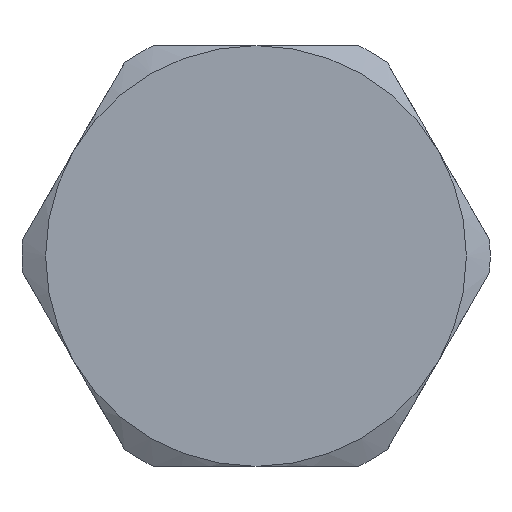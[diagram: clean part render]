
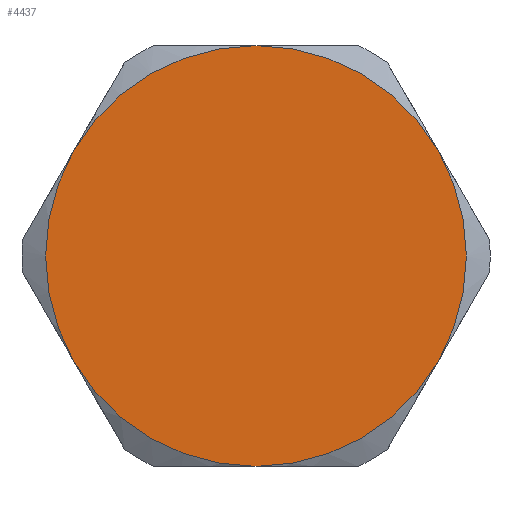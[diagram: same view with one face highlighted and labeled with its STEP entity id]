
A CAD part, left-side view. The second image highlights one B-rep face of the part: STEP entity #4437.
In plain terms, the highlighted planar face has unit normal (-1, 0, 0).
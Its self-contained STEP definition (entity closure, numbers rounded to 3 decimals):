
#323 = DIRECTION ( 'NONE',  ( 0., 0., 1. ) ) ;
#324 = DIRECTION ( 'NONE',  ( -1., 0., 0. ) ) ;
#325 = CARTESIAN_POINT ( 'NONE',  ( 0., 0., 0. ) ) ;
#411 = DIRECTION ( 'NONE',  ( 0., 0., 1. ) ) ;
#412 = DIRECTION ( 'NONE',  ( -1., 0., 0. ) ) ;
#413 = CARTESIAN_POINT ( 'NONE',  ( 0., 0., 0. ) ) ;
#430 = DIRECTION ( 'NONE',  ( 0., 0., 1. ) ) ;
#431 = DIRECTION ( 'NONE',  ( -1., 0., 0. ) ) ;
#432 = CARTESIAN_POINT ( 'NONE',  ( 0., 0., 0. ) ) ;
#770 = VERTEX_POINT ( 'NONE', #2350 ) ;
#800 = FACE_OUTER_BOUND ( 'NONE', #3018, .T. ) ;
#832 = VERTEX_POINT ( 'NONE', #2394 ) ;
#840 = VERTEX_POINT ( 'NONE', #2351 ) ;
#938 = VERTEX_POINT ( 'NONE', #2338 ) ;
#1197 = CIRCLE ( 'NONE', #4663, 12. ) ;
#1205 = CIRCLE ( 'NONE', #4675, 12. ) ;
#1227 = CIRCLE ( 'NONE', #4819, 12. ) ;
#1295 = CIRCLE ( 'NONE', #4644, 12. ) ;
#1390 = ORIENTED_EDGE ( 'NONE', *, *, #5972, .T. ) ;
#1393 = ORIENTED_EDGE ( 'NONE', *, *, #5851, .T. ) ;
#1426 = VERTEX_POINT ( 'NONE', #4284 ) ;
#1444 = ORIENTED_EDGE ( 'NONE', *, *, #5857, .T. ) ;
#1461 = ORIENTED_EDGE ( 'NONE', *, *, #5877, .T. ) ;
#1527 = ORIENTED_EDGE ( 'NONE', *, *, #5931, .T. ) ;
#1534 = ORIENTED_EDGE ( 'NONE', *, *, #5957, .T. ) ;
#1828 = DIRECTION ( 'NONE',  ( 0., 0., -1. ) ) ;
#1829 = DIRECTION ( 'NONE',  ( 1., 0., 0. ) ) ;
#1832 = PLANE ( 'NONE',  #4764 ) ;
#1834 = CARTESIAN_POINT ( 'NONE',  ( 0., 0., 0. ) ) ;
#2338 = CARTESIAN_POINT ( 'NONE',  ( 0., 0., 12. ) ) ;
#2350 = CARTESIAN_POINT ( 'NONE',  ( 0., -10.392, -6. ) ) ;
#2351 = CARTESIAN_POINT ( 'NONE',  ( 0., 10.392, -6. ) ) ;
#2394 = CARTESIAN_POINT ( 'NONE',  ( 0., -10.392, 6. ) ) ;
#2602 = DIRECTION ( 'NONE',  ( 0., 0., 1. ) ) ;
#2603 = DIRECTION ( 'NONE',  ( -1., 0., 0. ) ) ;
#2604 = CARTESIAN_POINT ( 'NONE',  ( 0., 0., 0. ) ) ;
#2659 = DIRECTION ( 'NONE',  ( 0., 0., 1. ) ) ;
#2660 = DIRECTION ( 'NONE',  ( -1., 0., 0. ) ) ;
#2661 = CARTESIAN_POINT ( 'NONE',  ( 0., 0., 0. ) ) ;
#2731 = DIRECTION ( 'NONE',  ( 0., 0., 1. ) ) ;
#2732 = DIRECTION ( 'NONE',  ( -1., 0., 0. ) ) ;
#2733 = CARTESIAN_POINT ( 'NONE',  ( 0., 0., 0. ) ) ;
#3018 = EDGE_LOOP ( 'NONE', ( #1527, #1534, #1461, #1390, #1444, #1393 ) ) ;
#3289 = VERTEX_POINT ( 'NONE', #3849 ) ;
#3849 = CARTESIAN_POINT ( 'NONE',  ( 0., 0., -12. ) ) ;
#4284 = CARTESIAN_POINT ( 'NONE',  ( 0., 10.392, 6. ) ) ;
#4437 = ADVANCED_FACE ( 'NONE', ( #800 ), #1832, .F. ) ;
#4644 = AXIS2_PLACEMENT_3D ( 'NONE', #2733, #2732, #2731 ) ;
#4663 = AXIS2_PLACEMENT_3D ( 'NONE', #432, #431, #430 ) ;
#4675 = AXIS2_PLACEMENT_3D ( 'NONE', #413, #412, #411 ) ;
#4764 = AXIS2_PLACEMENT_3D ( 'NONE', #1834, #1829, #1828 ) ;
#4803 = AXIS2_PLACEMENT_3D ( 'NONE', #2661, #2660, #2659 ) ;
#4815 = AXIS2_PLACEMENT_3D ( 'NONE', #2604, #2603, #2602 ) ;
#4819 = AXIS2_PLACEMENT_3D ( 'NONE', #325, #324, #323 ) ;
#5851 = EDGE_CURVE ( 'NONE', #1426, #840, #1197, .T. ) ;
#5857 = EDGE_CURVE ( 'NONE', #938, #1426, #1205, .T. ) ;
#5877 = EDGE_CURVE ( 'NONE', #770, #832, #1227, .T. ) ;
#5931 = EDGE_CURVE ( 'NONE', #840, #3289, #1295, .T. ) ;
#5957 = EDGE_CURVE ( 'NONE', #3289, #770, #6051, .T. ) ;
#5972 = EDGE_CURVE ( 'NONE', #832, #938, #6069, .T. ) ;
#6051 = CIRCLE ( 'NONE', #4803, 12. ) ;
#6069 = CIRCLE ( 'NONE', #4815, 12. ) ;
